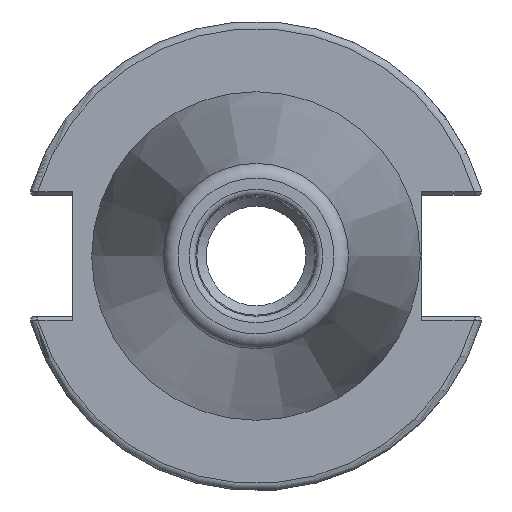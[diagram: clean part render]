
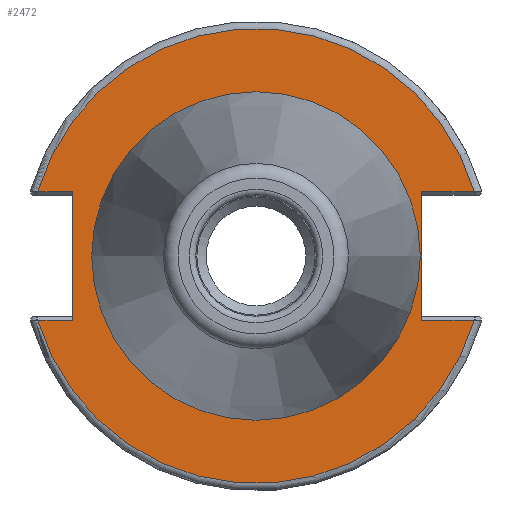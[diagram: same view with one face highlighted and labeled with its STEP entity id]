
A CAD part, left-side view. The second image highlights one B-rep face of the part: STEP entity #2472.
In plain terms, the highlighted planar face has unit normal (-1, 0, 0).
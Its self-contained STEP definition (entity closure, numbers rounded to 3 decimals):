
#159=FACE_BOUND('',#396,.T.);
#177=PLANE('',#2676);
#253=FACE_OUTER_BOUND('',#395,.T.);
#395=EDGE_LOOP('',(#1768,#1769,#1770,#1771,#1772,#1773,#1774,#1775));
#396=EDGE_LOOP('',(#1776,#1777));
#534=LINE('',#3798,#683);
#536=LINE('',#3866,#685);
#537=LINE('',#3868,#686);
#538=LINE('',#3872,#687);
#539=LINE('',#3874,#688);
#540=LINE('',#3875,#689);
#683=VECTOR('',#3026,10.);
#685=VECTOR('',#3044,10.);
#686=VECTOR('',#3045,10.);
#687=VECTOR('',#3048,10.);
#688=VECTOR('',#3049,10.);
#689=VECTOR('',#3050,10.);
#864=CIRCLE('',#2675,30.775);
#865=CIRCLE('',#2677,30.775);
#866=CIRCLE('',#2678,22.225);
#867=CIRCLE('',#2679,22.225);
#1019=VERTEX_POINT('',#3791);
#1022=VERTEX_POINT('',#3796);
#1028=VERTEX_POINT('',#3844);
#1030=VERTEX_POINT('',#3865);
#1031=VERTEX_POINT('',#3867);
#1032=VERTEX_POINT('',#3869);
#1033=VERTEX_POINT('',#3871);
#1034=VERTEX_POINT('',#3873);
#1035=VERTEX_POINT('',#3876);
#1036=VERTEX_POINT('',#3877);
#1306=EDGE_CURVE('',#1022,#1019,#534,.T.);
#1316=EDGE_CURVE('',#1019,#1028,#864,.T.);
#1319=EDGE_CURVE('',#1022,#1030,#536,.T.);
#1320=EDGE_CURVE('',#1031,#1030,#537,.T.);
#1321=EDGE_CURVE('',#1032,#1031,#865,.T.);
#1322=EDGE_CURVE('',#1033,#1032,#538,.T.);
#1323=EDGE_CURVE('',#1033,#1034,#539,.T.);
#1324=EDGE_CURVE('',#1028,#1034,#540,.T.);
#1325=EDGE_CURVE('',#1035,#1036,#866,.T.);
#1326=EDGE_CURVE('',#1036,#1035,#867,.T.);
#1768=ORIENTED_EDGE('',*,*,#1306,.F.);
#1769=ORIENTED_EDGE('',*,*,#1319,.T.);
#1770=ORIENTED_EDGE('',*,*,#1320,.F.);
#1771=ORIENTED_EDGE('',*,*,#1321,.F.);
#1772=ORIENTED_EDGE('',*,*,#1322,.F.);
#1773=ORIENTED_EDGE('',*,*,#1323,.T.);
#1774=ORIENTED_EDGE('',*,*,#1324,.F.);
#1775=ORIENTED_EDGE('',*,*,#1316,.F.);
#1776=ORIENTED_EDGE('',*,*,#1325,.T.);
#1777=ORIENTED_EDGE('',*,*,#1326,.T.);
#2472=ADVANCED_FACE('',(#253,#159),#177,.T.);
#2675=AXIS2_PLACEMENT_3D('',#3845,#3040,#3041);
#2676=AXIS2_PLACEMENT_3D('',#3864,#3042,#3043);
#2677=AXIS2_PLACEMENT_3D('',#3870,#3046,#3047);
#2678=AXIS2_PLACEMENT_3D('',#3878,#3051,#3052);
#2679=AXIS2_PLACEMENT_3D('',#3879,#3053,#3054);
#3026=DIRECTION('',(0.,-1.,0.));
#3040=DIRECTION('center_axis',(1.,0.,0.));
#3041=DIRECTION('ref_axis',(0.,0.,-1.));
#3042=DIRECTION('center_axis',(-1.,0.,0.));
#3043=DIRECTION('ref_axis',(0.,0.,1.));
#3044=DIRECTION('',(0.,0.,1.));
#3045=DIRECTION('',(0.,1.,0.));
#3046=DIRECTION('center_axis',(1.,0.,0.));
#3047=DIRECTION('ref_axis',(0.,0.,-1.));
#3048=DIRECTION('',(0.,1.,0.));
#3049=DIRECTION('',(0.,0.,-1.));
#3050=DIRECTION('',(0.,-1.,0.));
#3051=DIRECTION('center_axis',(1.,0.,0.));
#3052=DIRECTION('ref_axis',(0.,0.,-1.));
#3053=DIRECTION('center_axis',(1.,0.,0.));
#3054=DIRECTION('ref_axis',(0.,0.,-1.));
#3791=CARTESIAN_POINT('',(3.175,-29.523,-8.69));
#3796=CARTESIAN_POINT('',(3.175,-22.41,-8.69));
#3798=CARTESIAN_POINT('',(3.175,-4.878,-8.69));
#3844=CARTESIAN_POINT('',(3.175,29.523,-8.69));
#3845=CARTESIAN_POINT('Origin',(3.175,0.,
0.));
#3864=CARTESIAN_POINT('Origin',(3.175,30.775,0.));
#3865=CARTESIAN_POINT('',(3.175,-22.41,8.69));
#3866=CARTESIAN_POINT('',(3.175,-22.41,-4.095));
#3867=CARTESIAN_POINT('',(3.175,-29.523,8.69));
#3868=CARTESIAN_POINT('',(3.175,4.182,8.69));
#3869=CARTESIAN_POINT('',(3.175,29.523,8.69));
#3870=CARTESIAN_POINT('Origin',(3.175,0.,
0.));
#3871=CARTESIAN_POINT('',(3.175,24.8,8.69));
#3872=CARTESIAN_POINT('',(3.175,32.958,8.69));
#3873=CARTESIAN_POINT('',(3.175,24.8,-8.69));
#3874=CARTESIAN_POINT('',(3.175,24.8,4.095));
#3875=CARTESIAN_POINT('',(3.175,27.788,-8.69));
#3876=CARTESIAN_POINT('',(3.175,22.225,0.));
#3877=CARTESIAN_POINT('',(3.175,-22.225,0.));
#3878=CARTESIAN_POINT('Origin',(3.175,0.,
0.));
#3879=CARTESIAN_POINT('Origin',(3.175,0.,
0.));
